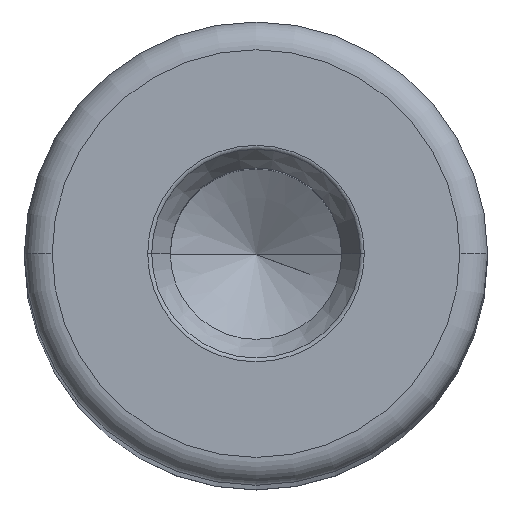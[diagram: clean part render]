
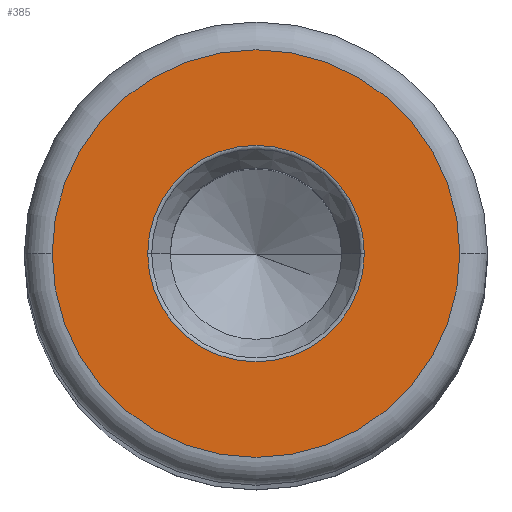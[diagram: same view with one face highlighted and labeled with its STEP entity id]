
A CAD part, top view. The second image highlights one B-rep face of the part: STEP entity #385.
In plain terms, the highlighted planar face has unit normal (0, 0, 1).
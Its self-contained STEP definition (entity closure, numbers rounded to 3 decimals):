
#4 = AXIS2_PLACEMENT_3D ( 'NONE', #379, #560, #666 ) ;
#8 = FACE_OUTER_BOUND ( 'NONE', #98, .T. ) ;
#31 = EDGE_LOOP ( 'NONE', ( #80, #153 ) ) ;
#79 = CIRCLE ( 'NONE', #356, 22. ) ;
#80 = ORIENTED_EDGE ( 'NONE', *, *, #484, .T. ) ;
#98 = EDGE_LOOP ( 'NONE', ( #333, #227 ) ) ;
#128 = CARTESIAN_POINT ( 'NONE',  ( -11.689, 0., 300. ) ) ;
#143 = DIRECTION ( 'NONE',  ( 0., 0., 1. ) ) ;
#148 = CIRCLE ( 'NONE', #447, 22. ) ;
#153 = ORIENTED_EDGE ( 'NONE', *, *, #743, .T. ) ;
#162 = AXIS2_PLACEMENT_3D ( 'NONE', #283, #528, #630 ) ;
#227 = ORIENTED_EDGE ( 'NONE', *, *, #509, .T. ) ;
#243 = CARTESIAN_POINT ( 'NONE',  ( 11.689, 0., 300. ) ) ;
#244 = DIRECTION ( 'NONE',  ( 1., 0., 0. ) ) ;
#283 = CARTESIAN_POINT ( 'NONE',  ( 0., 0., 300. ) ) ;
#307 = DIRECTION ( 'NONE',  ( 1., 0., 0. ) ) ;
#312 = FACE_BOUND ( 'NONE', #31, .T. ) ;
#317 = CARTESIAN_POINT ( 'NONE',  ( 0., 0., 300. ) ) ;
#333 = ORIENTED_EDGE ( 'NONE', *, *, #490, .T. ) ;
#339 = AXIS2_PLACEMENT_3D ( 'NONE', #429, #716, #487 ) ;
#356 = AXIS2_PLACEMENT_3D ( 'NONE', #492, #377, #307 ) ;
#377 = DIRECTION ( 'NONE',  ( 0., 0., 1. ) ) ;
#379 = CARTESIAN_POINT ( 'NONE',  ( 0., 0., 300. ) ) ;
#385 = ADVANCED_FACE ( 'NONE', ( #312, #8 ), #602, .T. ) ;
#429 = CARTESIAN_POINT ( 'NONE',  ( 0., 0., 300. ) ) ;
#446 = VERTEX_POINT ( 'NONE', #717 ) ;
#447 = AXIS2_PLACEMENT_3D ( 'NONE', #317, #143, #244 ) ;
#460 = CIRCLE ( 'NONE', #162, 11.689 ) ;
#464 = VERTEX_POINT ( 'NONE', #128 ) ;
#484 = EDGE_CURVE ( 'NONE', #542, #464, #597, .T. ) ;
#487 = DIRECTION ( 'NONE',  ( 1., 0., 0. ) ) ;
#490 = EDGE_CURVE ( 'NONE', #446, #499, #79, .T. ) ;
#492 = CARTESIAN_POINT ( 'NONE',  ( 0., 0., 300. ) ) ;
#499 = VERTEX_POINT ( 'NONE', #617 ) ;
#509 = EDGE_CURVE ( 'NONE', #499, #446, #148, .T. ) ;
#528 = DIRECTION ( 'NONE',  ( 0., 0., -1. ) ) ;
#542 = VERTEX_POINT ( 'NONE', #243 ) ;
#560 = DIRECTION ( 'NONE',  ( 0., 0., -1. ) ) ;
#597 = CIRCLE ( 'NONE', #4, 11.689 ) ;
#602 = PLANE ( 'NONE',  #339 ) ;
#617 = CARTESIAN_POINT ( 'NONE',  ( -22., 0., 300. ) ) ;
#630 = DIRECTION ( 'NONE',  ( 1., 0., 0. ) ) ;
#666 = DIRECTION ( 'NONE',  ( 1., 0., 0. ) ) ;
#716 = DIRECTION ( 'NONE',  ( 0., 0., 1. ) ) ;
#717 = CARTESIAN_POINT ( 'NONE',  ( 22., 0., 300. ) ) ;
#743 = EDGE_CURVE ( 'NONE', #464, #542, #460, .T. ) ;
